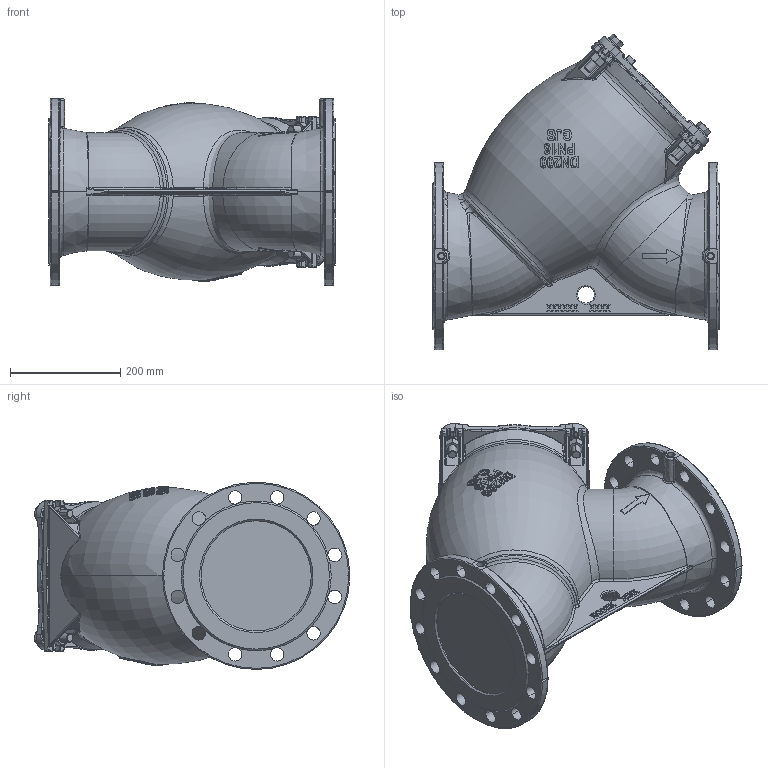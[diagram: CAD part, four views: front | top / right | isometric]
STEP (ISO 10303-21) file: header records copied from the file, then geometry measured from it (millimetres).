
FILE_DESCRIPTION (( 'STEP AP203' ), '1' );
FILE_NAME ('outline drawing^91002002XXXXXXXXXX.STEP', '2014-02-12T09:05:05', ( '' ), ( '' ), 'SwSTEP 2.0', 'SolidWorks 2012', '' );
FILE_SCHEMA (( 'CONFIG_CONTROL_DESIGN' ));
Products named in the file (1): outline drawing^91002002XXXXXXXXXX
Bounding box: 521 x 573.17 x 339.5 mm (x, y, z)
Volume: 39247695 mm3; surface area: 1035647.9 mm2
Topology: 1 solids, 1 shells, 1973 faces, 5014 edges, 3070 vertices
Faces by surface type: plane 696, bspline 566, cylinder 371, torus 152, sphere 114, cone 74
Entity records: 96826 total; most frequent: CARTESIAN_POINT 53638, ORIENTED_EDGE 9908, DIRECTION 7616, EDGE_CURVE 4954, VERTEX_POINT 3058, AXIS2_PLACEMENT_3D 2768, EDGE_LOOP 2114, LINE 2080
